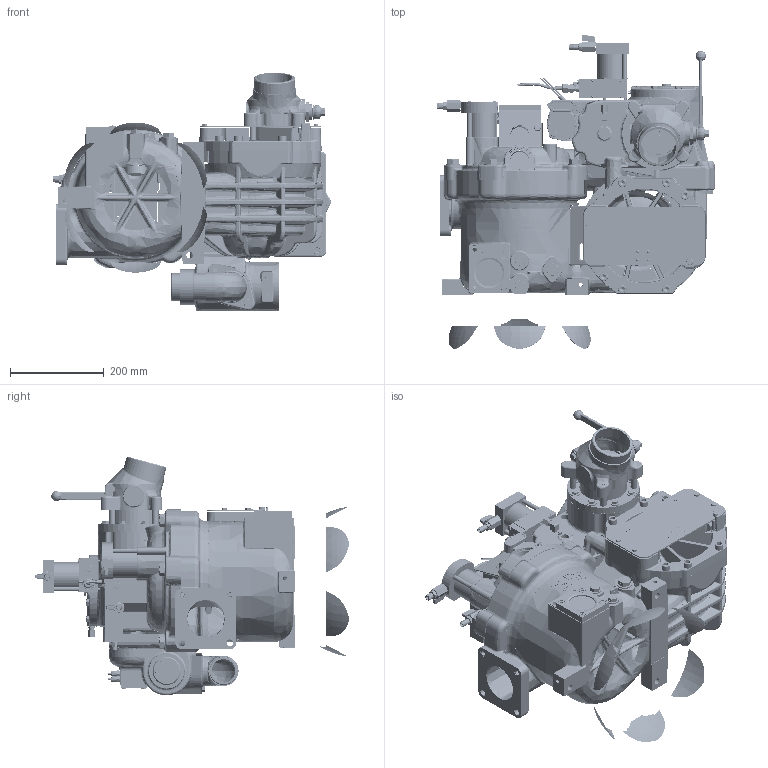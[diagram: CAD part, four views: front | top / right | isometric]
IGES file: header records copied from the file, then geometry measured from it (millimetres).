
Start section: SolidWorks IGES file using analytic representation for surfaces
Global section: file name: GMVT805-J mit FH5E-D_GLVB80PE_DKRW_SGAT80DO_PRS1.IGS; native system: SolidWorks 2010; preprocessor: SolidWorks 2010; author: LarsenR; date: 121210.124430; units: millimetre
Bounding box: 591 x 669.84 x 508.01 mm (x, y, z)
Surface area: 1926267.6 mm2 (no closed solid volume)
Topology: 0 solids, 0 shells, 5927 faces, 113222 edges, 113056 vertices
Faces by surface type: bspline 3900, revolution 2027
